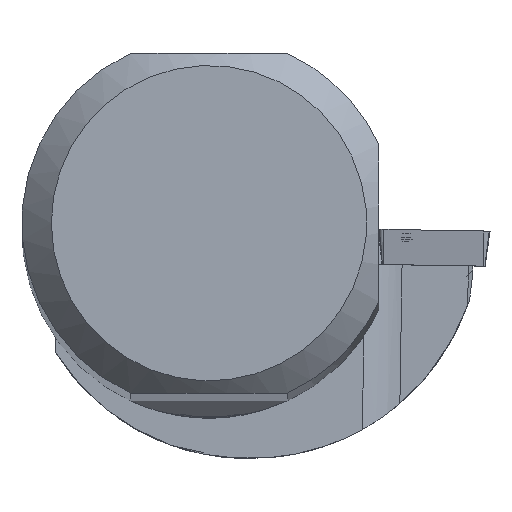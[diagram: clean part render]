
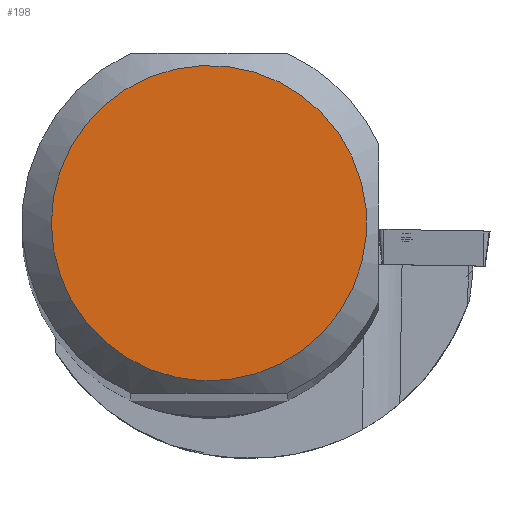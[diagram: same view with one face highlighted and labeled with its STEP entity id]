
A CAD part, top view. The second image highlights one B-rep face of the part: STEP entity #198.
In plain terms, the highlighted planar face has unit normal (0, 0, 1).
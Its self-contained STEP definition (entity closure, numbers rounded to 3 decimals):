
#154=FACE_OUTER_BOUND('',#401,.T.);
#198=ADVANCED_FACE('CU_SU_BP3',(#154),#232,.T.);
#232=PLANE('',#1044);
#401=EDGE_LOOP('',(#571));
#571=ORIENTED_EDGE('',*,*,#837,.F.);
#734=VERTEX_POINT('',#1759);
#837=EDGE_CURVE('',#734,#734,#885,.T.);
#885=CIRCLE('',#1043,10.691);
#1043=AXIS2_PLACEMENT_3D('',#1758,#1262,#1263);
#1044=AXIS2_PLACEMENT_3D('',#1760,#1264,#1265);
#1262=DIRECTION('',(0.,0.,-1.));
#1263=DIRECTION('',(-1.,0.,0.));
#1264=DIRECTION('',(0.,0.,1.));
#1265=DIRECTION('',(-1.,0.,0.));
#1758=CARTESIAN_POINT('',(0.,0.,0.));
#1759=CARTESIAN_POINT('',(-10.691,0.,0.));
#1760=CARTESIAN_POINT('',(0.,0.,0.));
